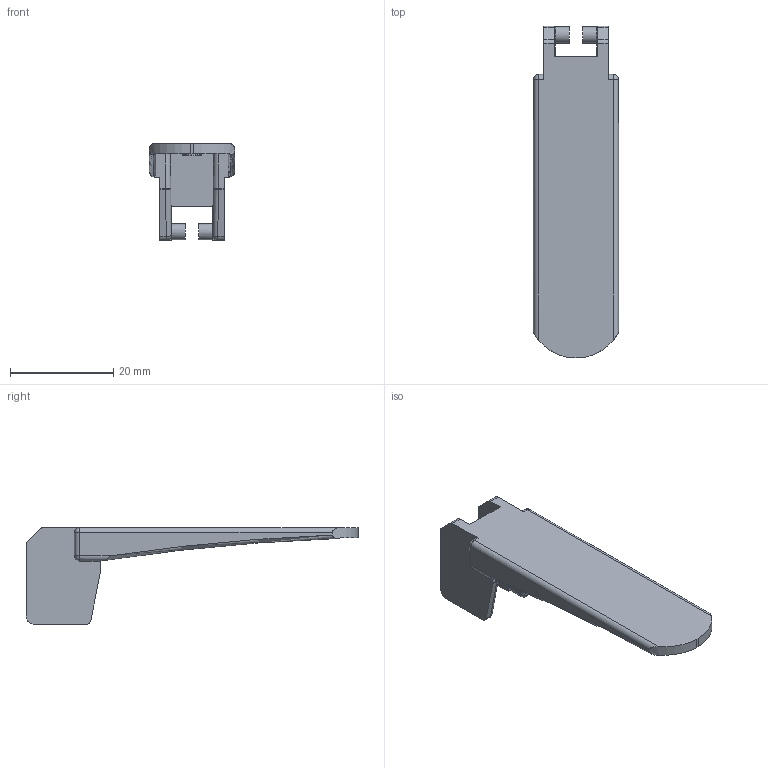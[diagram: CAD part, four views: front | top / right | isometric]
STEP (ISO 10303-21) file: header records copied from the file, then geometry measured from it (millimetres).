
FILE_DESCRIPTION(/* description */ (''),/* implementation_level */ '2;1');
FILE_NAME(/* name */ 'primo-tap-handle.step',/* time_stamp */ '2025-09-07T21:48:25-05:00',/* author */ (''),/* organization */ (''),/* preprocessor_version */ 'ST-DEVELOPER v20.1',/* originating_system */ 'Autodesk Translation Framework v14.10.0.0',/* authorisation */ '');
FILE_SCHEMA (('AUTOMOTIVE_DESIGN { 1 0 10303 214 3 1 1 }'));
Length unit declared in the file: millimetre
Products named in the file (1): 2025-09-07-12-48-26-799
Bounding box: 16.5 x 64.4 x 18.8 mm (x, y, z)
Volume: 3388.3 mm3; surface area: 3764 mm2
Topology: 1 solids, 1 shells, 566 faces, 1588 edges, 1050 vertices
Faces by surface type: bspline 427, plane 97, cylinder 30, sphere 8, torus 4
Full cylindrical faces by diameter (mm): 3.2 x2
Entity records: 22259 total; most frequent: CARTESIAN_POINT 10580, ORIENTED_EDGE 3176, EDGE_CURVE 1588, DIRECTION 1064, VERTEX_POINT 1050, B_SPLINE_CURVE_WITH_KNOTS 868, LINE 656, VECTOR 656
